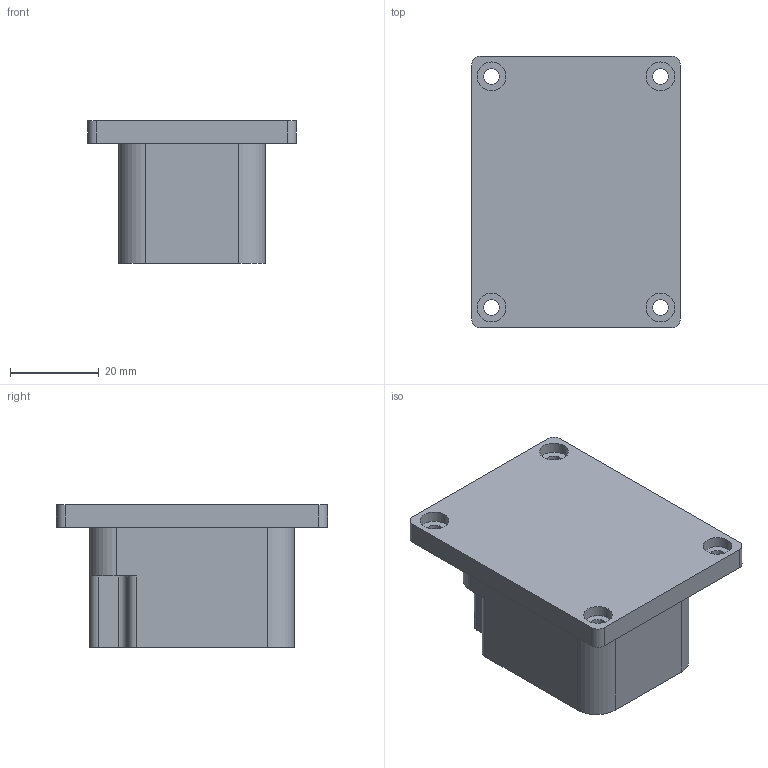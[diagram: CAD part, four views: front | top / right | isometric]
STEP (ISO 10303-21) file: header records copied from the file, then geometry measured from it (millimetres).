
FILE_DESCRIPTION (( 'STEP AP214' ), '1' );
FILE_NAME ('OceanPhysics_LaitonBell.STEP', '2017-07-14T07:44:18', ( '' ), ( '' ), 'SwSTEP 2.0', 'SolidWorks 2015', '' );
FILE_SCHEMA (( 'AUTOMOTIVE_DESIGN' ));
Length unit declared in the file: millimetre
Products named in the file (1): OceanPhysics_LaitonBell
Bounding box: 47 x 61 x 32 mm (x, y, z)
Volume: 44508.5 mm3; surface area: 12621.8 mm2
Topology: 1 solids, 1 shells, 46 faces, 118 edges, 80 vertices
Faces by surface type: cylinder 23, plane 23
Full cylindrical faces by diameter (mm): 3.5 x4, 6.5 x4
Entity records: 1394 total; most frequent: DIRECTION 246, CARTESIAN_POINT 229, ORIENTED_EDGE 212, EDGE_CURVE 106, AXIS2_PLACEMENT_3D 93, VERTEX_POINT 76, EDGE_LOOP 68, VECTOR 60
